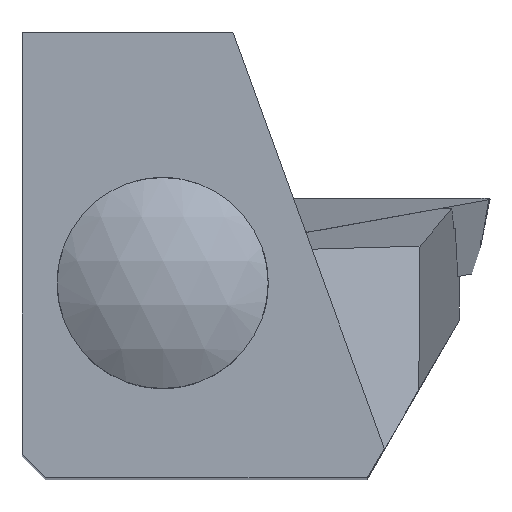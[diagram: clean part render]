
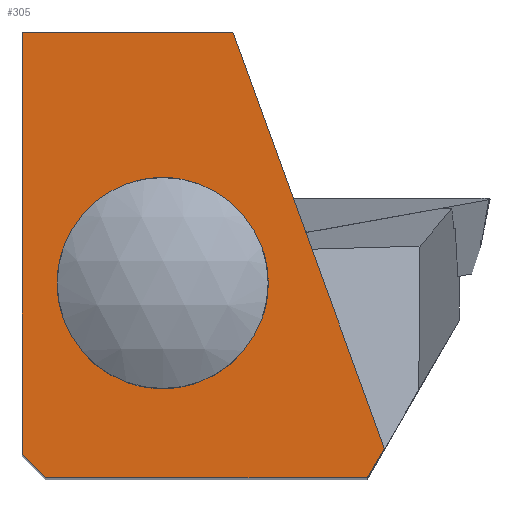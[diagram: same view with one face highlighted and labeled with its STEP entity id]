
A CAD part, top view. The second image highlights one B-rep face of the part: STEP entity #305.
In plain terms, the highlighted planar face has unit normal (0, 0, 1).
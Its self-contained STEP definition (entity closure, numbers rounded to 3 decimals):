
#25=LINE('',#1419,#97);
#51=LINE('',#1473,#123);
#56=LINE('',#1482,#128);
#58=LINE('',#1485,#130);
#66=LINE('',#1499,#138);
#70=LINE('',#1508,#142);
#97=VECTOR('',#930,1.);
#123=VECTOR('',#964,1.);
#128=VECTOR('',#971,1.);
#130=VECTOR('',#975,1.);
#138=VECTOR('',#989,1.);
#142=VECTOR('',#999,1.);
#214=PLANE('',#847);
#242=FACE_OUTER_BOUND('',#374,.T.);
#305=ADVANCED_FACE('',(#242),#214,.F.);
#374=EDGE_LOOP('',(#499,#500,#501,#502,#503,#504));
#499=ORIENTED_EDGE('',*,*,#649,.F.);
#500=ORIENTED_EDGE('',*,*,#608,.F.);
#501=ORIENTED_EDGE('',*,*,#641,.F.);
#502=ORIENTED_EDGE('',*,*,#634,.F.);
#503=ORIENTED_EDGE('',*,*,#639,.F.);
#504=ORIENTED_EDGE('',*,*,#654,.T.);
#608=EDGE_CURVE('',#755,#756,#25,.T.);
#634=EDGE_CURVE('',#779,#780,#51,.T.);
#639=EDGE_CURVE('',#782,#779,#56,.T.);
#641=EDGE_CURVE('',#780,#755,#58,.T.);
#649=EDGE_CURVE('',#756,#786,#66,.T.);
#654=EDGE_CURVE('',#782,#786,#70,.T.);
#755=VERTEX_POINT('',#1418);
#756=VERTEX_POINT('',#1420);
#779=VERTEX_POINT('',#1472);
#780=VERTEX_POINT('',#1474);
#782=VERTEX_POINT('',#1481);
#786=VERTEX_POINT('',#1500);
#847=AXIS2_PLACEMENT_3D('',#1510,#1002,#1003);
#930=DIRECTION('',(0.,1.,0.));
#964=DIRECTION('',(-1.,0.,0.));
#971=DIRECTION('',(-0.5,-0.866,0.));
#975=DIRECTION('',(-0.707,0.707,0.));
#989=DIRECTION('',(1.,0.,0.));
#999=DIRECTION('',(-0.342,0.94,0.));
#1002=DIRECTION('',(0.,0.,-1.));
#1003=DIRECTION('',(0.,-1.,0.));
#1418=CARTESIAN_POINT('',(0.,1.,0.));
#1419=CARTESIAN_POINT('',(0.,1.,0.));
#1420=CARTESIAN_POINT('',(0.,19.,0.));
#1472=CARTESIAN_POINT('',(14.731,0.,0.));
#1473=CARTESIAN_POINT('',(14.731,0.,0.));
#1474=CARTESIAN_POINT('',(1.,0.,0.));
#1481=CARTESIAN_POINT('',(15.458,1.258,0.));
#1482=CARTESIAN_POINT('',(19.35,8.,0.));
#1485=CARTESIAN_POINT('',(1.,0.,0.));
#1499=CARTESIAN_POINT('',(0.,19.,0.));
#1500=CARTESIAN_POINT('',(9.,19.,0.));
#1508=CARTESIAN_POINT('',(17.208,-3.553,0.));
#1510=CARTESIAN_POINT('',(9.705,-8.705,0.));
